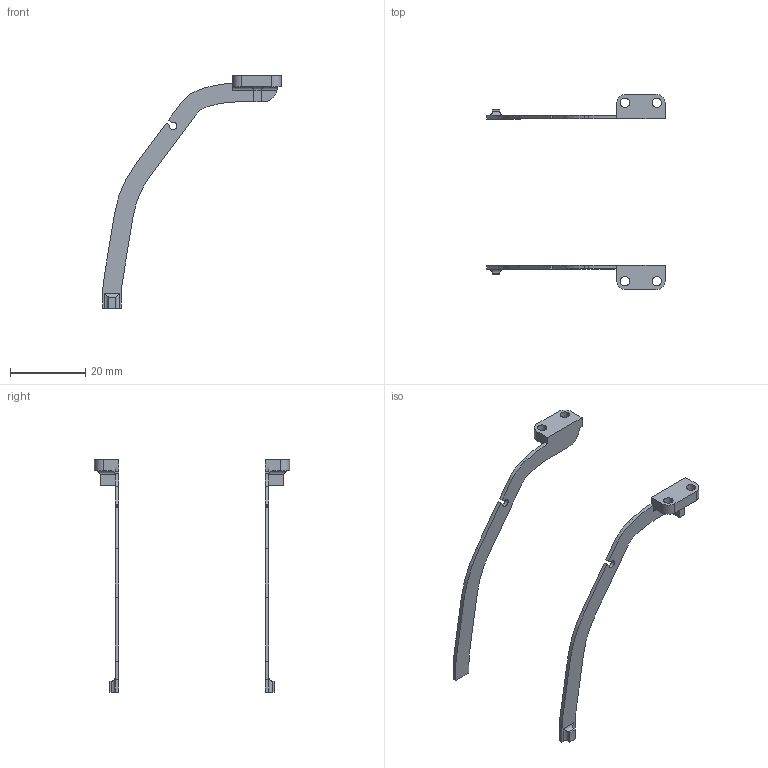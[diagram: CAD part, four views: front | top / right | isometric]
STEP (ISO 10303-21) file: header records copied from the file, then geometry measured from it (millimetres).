
FILE_DESCRIPTION(('STEP AP203'), '1');
FILE_NAME('侹蜬', '', ('UNSPECIFIED'), ('UNSPECIFIED'), 'C3D Converter', 'C3D Toolkit', '');
FILE_SCHEMA(('CONFIG_CONTROL_DESIGN'));
Length unit declared in the file: millimetre
Bounding box: 47.59 x 52 x 62 mm (x, y, z)
Volume: 1321.4 mm3; surface area: 2576.8 mm2
Topology: 2 solids, 2 shells, 100 faces, 276 edges, 180 vertices
Faces by surface type: plane 56, cylinder 44
Full cylindrical faces by diameter (mm): 2.5 x4
Entity records: 4066 total; most frequent: CARTESIAN_POINT 656, ORIENTED_EDGE 544, DIRECTION 522, EDGE_CURVE 272, LINE 196, VECTOR 196, VERTEX_POINT 180, AXIS2_PLACEMENT_3D 163
